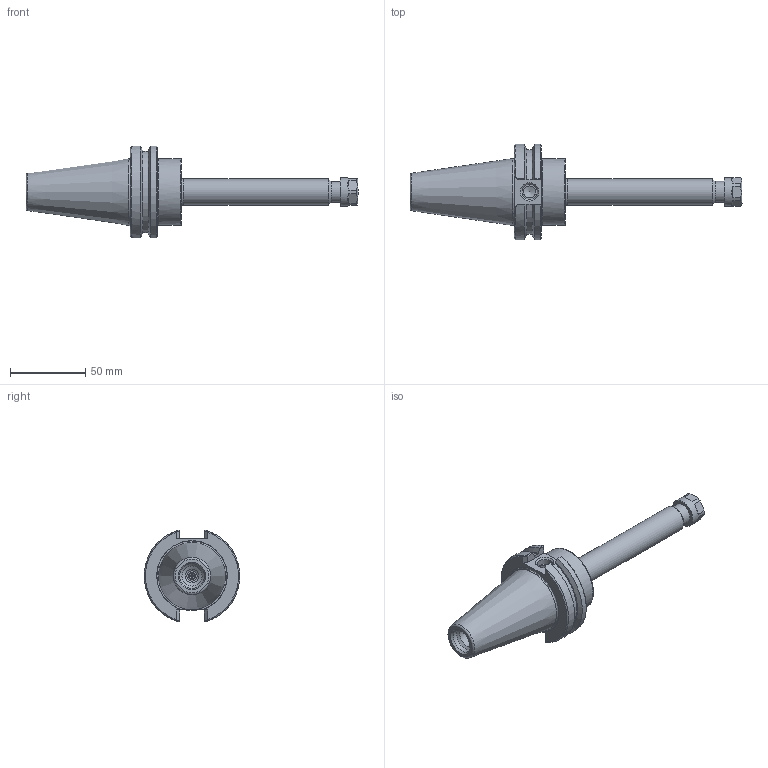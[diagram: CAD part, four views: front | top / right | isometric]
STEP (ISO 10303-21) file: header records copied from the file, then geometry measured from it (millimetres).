
FILE_DESCRIPTION(/* description */ ('ER11 CHK FLUSH X 6.00"'),/* implementation_level */ '2;1');
FILE_NAME(/* name */ 'C40F-11ERF600.stp',/* time_stamp */ '2017-01-09T08:05:29-05:00',/* author */ ('davhar'),/* organization */ (''),/* preprocessor_version */ 'ST-DEVELOPER v16.1',/* originating_system */ 'Autodesk Inventor 2016',/* authorisation */ '');
FILE_SCHEMA (('AUTOMOTIVE_DESIGN { 1 0 10303 214 3 1 1 }'));
Length unit declared in the file: inch
Products named in the file (4): C40F-11ERF600; 029-909; 11ERHN; C40F-11ERF600_1
Assembly tree (3 placements, depth 2):
  C40F-11ERF600_1
    C40F-11ERF600
    029-909
    11ERHN
Bounding box: 220.66 x 63.28 x 61.11 mm (x, y, z)
Volume: 148633 mm3; surface area: 33749.9 mm2
Topology: 3 solids, 3 shells, 135 faces, 345 edges, 220 vertices
Faces by surface type: plane 62, cone 36, cylinder 23, torus 10, bspline 4
Full cylindrical faces by diameter (mm): 1.524 x1, 6.782 x1, 7.938 x1, 8 x1, 8.128 x1, 8.509 x1, 9.144 x1, 10.135 x1, 11.811 x1, 13.335 x1, 13.386 x1, 14 x1, 14.351 x1, 16.459 x1, 17.475 x1, 19.05 x1, 44.45 x1
Entity records: 4565 total; most frequent: CARTESIAN_POINT 1529, DIRECTION 594, ORIENTED_EDGE 572, EDGE_CURVE 286, AXIS2_PLACEMENT_3D 240, VERTEX_POINT 209, EDGE_LOOP 193, FACE_OUTER_BOUND 135
